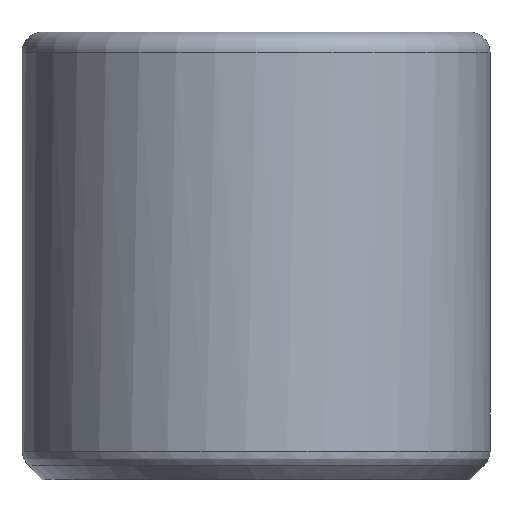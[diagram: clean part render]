
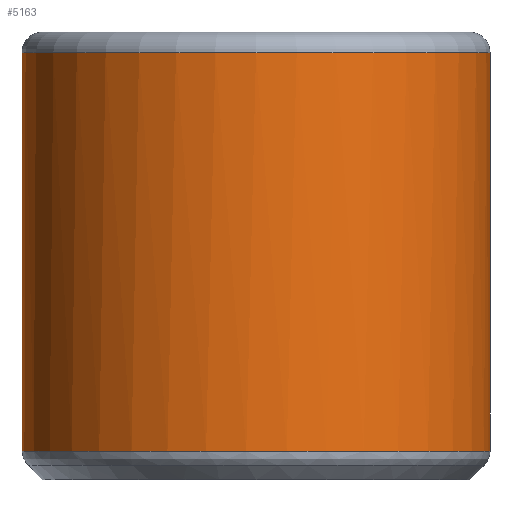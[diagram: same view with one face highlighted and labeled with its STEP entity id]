
A CAD part, front view. The second image highlights one B-rep face of the part: STEP entity #5163.
In plain terms, the highlighted cylindrical face has radius 11.5 mm (diameter 23 mm), a full revolution.
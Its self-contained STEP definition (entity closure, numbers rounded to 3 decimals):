
#4787 = TOROIDAL_SURFACE('',#4788,10.5,1.);
#4788 = AXIS2_PLACEMENT_3D('',#4789,#4790,#4791);
#4789 = CARTESIAN_POINT('',(0.,0.,21.));
#4790 = DIRECTION('',(0.,0.,1.));
#4791 = DIRECTION('',(1.,0.,-0.));
#4883 = ( BOUNDED_SURFACE() B_SPLINE_SURFACE(2,14,(
    (#4884,#4885,#4886,#4887,#4888,#4889,#4890,#4891,#4892,#4893,#4894
      ,#4895,#4896,#4897,#4898)
    ,(#4899,#4900,#4901,#4902,#4903,#4904,#4905,#4906,#4907,#4908,#4909
      ,#4910,#4911,#4912,#4913)
    ,(#4914,#4915,#4916,#4917,#4918,#4919,#4920,#4921,#4922,#4923,#4924
      ,#4925,#4926,#4927,#4928
)),.UNSPECIFIED.,.F.,.T.,.F.) B_SPLINE_SURFACE_WITH_KNOTS((3,3),(15,15),
  (0.,72.257),(0.,72.257),.PIECEWISE_BEZIER_KNOTS.) 
GEOMETRIC_REPRESENTATION_ITEM() RATIONAL_B_SPLINE_SURFACE((
    (1.,1.,1.,1.,1.,1.
      ,1.,1.,1.,1.
      ,1.,1.,1.,1.,1.)
    ,(0.924,0.924,0.924,0.924
      ,0.924,0.924,0.924,0.924
      ,0.924,0.924,0.924,0.924
      ,0.924,0.924,0.924)
    ,(1.,1.,1.,1.,1.,1.
      ,1.,1.,1.,1.
      ,1.,1.,1.,1.,1.
))) REPRESENTATION_ITEM('') SURFACE() );
#4884 = CARTESIAN_POINT('',(11.5,0.,1.414));
#4885 = CARTESIAN_POINT('',(11.5,5.087,1.414
    ));
#4886 = CARTESIAN_POINT('',(9.078,10.281,
    1.414));
#4887 = CARTESIAN_POINT('',(4.062,14.23,1.414)
  );
#4888 = CARTESIAN_POINT('',(-2.779,15.529,
    1.414));
#4889 = CARTESIAN_POINT('',(-9.866,12.959,
    1.414));
#4890 = CARTESIAN_POINT('',(-14.62,7.871,
    1.414));
#4891 = CARTESIAN_POINT('',(-17.627,0.,
    1.414));
#4892 = CARTESIAN_POINT('',(-14.62,-7.871,
    1.414));
#4893 = CARTESIAN_POINT('',(-9.866,-12.959,
    1.414));
#4894 = CARTESIAN_POINT('',(-2.779,-15.529,
    1.414));
#4895 = CARTESIAN_POINT('',(4.062,-14.23,
    1.414));
#4896 = CARTESIAN_POINT('',(9.078,-10.281,
    1.414));
#4897 = CARTESIAN_POINT('',(11.5,-5.087,
    1.414));
#4898 = CARTESIAN_POINT('',(11.5,0.,1.414));
#4899 = CARTESIAN_POINT('',(11.5,0.,1.));
#4900 = CARTESIAN_POINT('',(11.5,5.087,1.));
#4901 = CARTESIAN_POINT('',(9.078,10.281,1.));
#4902 = CARTESIAN_POINT('',(4.062,14.23,
    1.));
#4903 = CARTESIAN_POINT('',(-2.779,15.529,
    1.));
#4904 = CARTESIAN_POINT('',(-9.866,12.959,
    1.));
#4905 = CARTESIAN_POINT('',(-14.62,7.871,
    1.));
#4906 = CARTESIAN_POINT('',(-17.627,0.,
    1.));
#4907 = CARTESIAN_POINT('',(-14.62,-7.871,
    1.));
#4908 = CARTESIAN_POINT('',(-9.866,-12.959,
    1.));
#4909 = CARTESIAN_POINT('',(-2.779,-15.529,
    1.));
#4910 = CARTESIAN_POINT('',(4.062,-14.23,1.));
#4911 = CARTESIAN_POINT('',(9.078,-10.281,1.));
#4912 = CARTESIAN_POINT('',(11.5,-5.087,1.));
#4913 = CARTESIAN_POINT('',(11.5,0.,1.));
#4914 = CARTESIAN_POINT('',(11.207,0.,0.707));
#4915 = CARTESIAN_POINT('',(11.207,4.957,
    0.707));
#4916 = CARTESIAN_POINT('',(8.846,10.019,
    0.707));
#4917 = CARTESIAN_POINT('',(3.958,13.868,
    0.707));
#4918 = CARTESIAN_POINT('',(-2.708,15.133,0.707)
  );
#4919 = CARTESIAN_POINT('',(-9.615,12.629,
    0.707));
#4920 = CARTESIAN_POINT('',(-14.247,7.67,
    0.707));
#4921 = CARTESIAN_POINT('',(-17.178,0.,
    0.707));
#4922 = CARTESIAN_POINT('',(-14.247,-7.67,
    0.707));
#4923 = CARTESIAN_POINT('',(-9.615,-12.629,
    0.707));
#4924 = CARTESIAN_POINT('',(-2.708,-15.133,
    0.707));
#4925 = CARTESIAN_POINT('',(3.958,-13.868,
    0.707));
#4926 = CARTESIAN_POINT('',(8.846,-10.019,
    0.707));
#4927 = CARTESIAN_POINT('',(11.207,-4.957,
    0.707));
#4928 = CARTESIAN_POINT('',(11.207,0.,
    0.707));
#5038 = VERTEX_POINT('',#5039);
#5039 = CARTESIAN_POINT('',(11.5,0.,21.));
#5059 = EDGE_CURVE('',#5038,#5038,#5060,.T.);
#5060 = SURFACE_CURVE('',#5061,(#5066,#5073),.PCURVE_S1.);
#5061 = CIRCLE('',#5062,11.5);
#5062 = AXIS2_PLACEMENT_3D('',#5063,#5064,#5065);
#5063 = CARTESIAN_POINT('',(0.,0.,21.));
#5064 = DIRECTION('',(0.,0.,1.));
#5065 = DIRECTION('',(1.,0.,-0.));
#5066 = PCURVE('',#4787,#5067);
#5067 = DEFINITIONAL_REPRESENTATION('',(#5068),#5072);
#5068 = LINE('',#5069,#5070);
#5069 = CARTESIAN_POINT('',(0.,0.));
#5070 = VECTOR('',#5071,1.);
#5071 = DIRECTION('',(1.,0.));
#5072 = ( GEOMETRIC_REPRESENTATION_CONTEXT(2) 
PARAMETRIC_REPRESENTATION_CONTEXT() REPRESENTATION_CONTEXT('2D SPACE',''
  ) );
#5073 = PCURVE('',#5074,#5079);
#5074 = CYLINDRICAL_SURFACE('',#5075,11.5);
#5075 = AXIS2_PLACEMENT_3D('',#5076,#5077,#5078);
#5076 = CARTESIAN_POINT('',(0.,0.,0.));
#5077 = DIRECTION('',(-0.,-0.,-1.));
#5078 = DIRECTION('',(1.,0.,0.));
#5079 = DEFINITIONAL_REPRESENTATION('',(#5080),#5084);
#5080 = LINE('',#5081,#5082);
#5081 = CARTESIAN_POINT('',(-0.,-21.));
#5082 = VECTOR('',#5083,1.);
#5083 = DIRECTION('',(-1.,0.));
#5084 = ( GEOMETRIC_REPRESENTATION_CONTEXT(2) 
PARAMETRIC_REPRESENTATION_CONTEXT() REPRESENTATION_CONTEXT('2D SPACE',''
  ) );
#5092 = VERTEX_POINT('',#5093);
#5093 = CARTESIAN_POINT('',(11.5,0.,1.414));
#5114 = EDGE_CURVE('',#5092,#5092,#5115,.T.);
#5115 = SURFACE_CURVE('',#5116,(#5132,#5139),.PCURVE_S1.);
#5116 = ( BOUNDED_CURVE() B_SPLINE_CURVE(14,(#5117,#5118,#5119,#5120,
    #5121,#5122,#5123,#5124,#5125,#5126,#5127,#5128,#5129,#5130,#5131),
.UNSPECIFIED.,.T.,.F.) B_SPLINE_CURVE_WITH_KNOTS((15,15),(0.,
72.257),.PIECEWISE_BEZIER_KNOTS.) CURVE() 
GEOMETRIC_REPRESENTATION_ITEM() RATIONAL_B_SPLINE_CURVE((1.,1.,
    1.,1.,1.,1.,
    1.,1.,1.,1.,
    1.,1.,1.,1.,1.)) 
REPRESENTATION_ITEM('') );
#5117 = CARTESIAN_POINT('',(11.5,0.,1.414));
#5118 = CARTESIAN_POINT('',(11.5,5.087,1.414
    ));
#5119 = CARTESIAN_POINT('',(9.078,10.281,
    1.414));
#5120 = CARTESIAN_POINT('',(4.062,14.23,1.414)
  );
#5121 = CARTESIAN_POINT('',(-2.779,15.529,
    1.414));
#5122 = CARTESIAN_POINT('',(-9.866,12.959,
    1.414));
#5123 = CARTESIAN_POINT('',(-14.62,7.871,
    1.414));
#5124 = CARTESIAN_POINT('',(-17.627,0.,
    1.414));
#5125 = CARTESIAN_POINT('',(-14.62,-7.871,
    1.414));
#5126 = CARTESIAN_POINT('',(-9.866,-12.959,
    1.414));
#5127 = CARTESIAN_POINT('',(-2.779,-15.529,
    1.414));
#5128 = CARTESIAN_POINT('',(4.062,-14.23,
    1.414));
#5129 = CARTESIAN_POINT('',(9.078,-10.281,
    1.414));
#5130 = CARTESIAN_POINT('',(11.5,-5.087,
    1.414));
#5131 = CARTESIAN_POINT('',(11.5,0.,1.414));
#5132 = PCURVE('',#4883,#5133);
#5133 = DEFINITIONAL_REPRESENTATION('',(#5134),#5138);
#5134 = LINE('',#5135,#5136);
#5135 = CARTESIAN_POINT('',(0.,0.));
#5136 = VECTOR('',#5137,1.);
#5137 = DIRECTION('',(0.,1.));
#5138 = ( GEOMETRIC_REPRESENTATION_CONTEXT(2) 
PARAMETRIC_REPRESENTATION_CONTEXT() REPRESENTATION_CONTEXT('2D SPACE',''
  ) );
#5139 = PCURVE('',#5074,#5140);
#5140 = DEFINITIONAL_REPRESENTATION('',(#5141),#5162);
#5141 = B_SPLINE_CURVE_WITH_KNOTS('',10,(#5142,#5143,#5144,#5145,#5146,
    #5147,#5148,#5149,#5150,#5151,#5152,#5153,#5154,#5155,#5156,#5157,
    #5158,#5159,#5160,#5161),.UNSPECIFIED.,.F.,.F.,(11,9,11),(0.,
    36.128,72.257),.UNSPECIFIED.);
#5142 = CARTESIAN_POINT('',(0.,-1.414));
#5143 = CARTESIAN_POINT('',(-0.31,-1.414));
#5144 = CARTESIAN_POINT('',(-0.624,-1.414));
#5145 = CARTESIAN_POINT('',(-0.94,-1.414));
#5146 = CARTESIAN_POINT('',(-1.256,-1.414));
#5147 = CARTESIAN_POINT('',(-1.57,-1.414));
#5148 = CARTESIAN_POINT('',(-1.885,-1.414));
#5149 = CARTESIAN_POINT('',(-2.199,-1.414));
#5150 = CARTESIAN_POINT('',(-2.513,-1.414));
#5151 = CARTESIAN_POINT('',(-2.827,-1.414));
#5152 = CARTESIAN_POINT('',(-3.456,-1.414));
#5153 = CARTESIAN_POINT('',(-3.77,-1.414));
#5154 = CARTESIAN_POINT('',(-4.084,-1.414));
#5155 = CARTESIAN_POINT('',(-4.398,-1.414));
#5156 = CARTESIAN_POINT('',(-4.713,-1.414));
#5157 = CARTESIAN_POINT('',(-5.027,-1.414));
#5158 = CARTESIAN_POINT('',(-5.343,-1.414));
#5159 = CARTESIAN_POINT('',(-5.659,-1.414));
#5160 = CARTESIAN_POINT('',(-5.974,-1.414));
#5161 = CARTESIAN_POINT('',(-6.283,-1.414));
#5162 = ( GEOMETRIC_REPRESENTATION_CONTEXT(2) 
PARAMETRIC_REPRESENTATION_CONTEXT() REPRESENTATION_CONTEXT('2D SPACE',''
  ) );
#5163 = ADVANCED_FACE('',(#5164),#5074,.T.);
#5164 = FACE_BOUND('',#5165,.F.);
#5165 = EDGE_LOOP('',(#5166,#5187,#5188,#5189));
#5166 = ORIENTED_EDGE('',*,*,#5167,.T.);
#5167 = EDGE_CURVE('',#5092,#5038,#5168,.T.);
#5168 = SEAM_CURVE('',#5169,(#5173,#5180),.PCURVE_S1.);
#5169 = LINE('',#5170,#5171);
#5170 = CARTESIAN_POINT('',(11.5,0.,0.));
#5171 = VECTOR('',#5172,1.);
#5172 = DIRECTION('',(0.,0.,1.));
#5173 = PCURVE('',#5074,#5174);
#5174 = DEFINITIONAL_REPRESENTATION('',(#5175),#5179);
#5175 = LINE('',#5176,#5177);
#5176 = CARTESIAN_POINT('',(-0.,0.));
#5177 = VECTOR('',#5178,1.);
#5178 = DIRECTION('',(-0.,-1.));
#5179 = ( GEOMETRIC_REPRESENTATION_CONTEXT(2) 
PARAMETRIC_REPRESENTATION_CONTEXT() REPRESENTATION_CONTEXT('2D SPACE',''
  ) );
#5180 = PCURVE('',#5074,#5181);
#5181 = DEFINITIONAL_REPRESENTATION('',(#5182),#5186);
#5182 = LINE('',#5183,#5184);
#5183 = CARTESIAN_POINT('',(-6.283,0.));
#5184 = VECTOR('',#5185,1.);
#5185 = DIRECTION('',(-0.,-1.));
#5186 = ( GEOMETRIC_REPRESENTATION_CONTEXT(2) 
PARAMETRIC_REPRESENTATION_CONTEXT() REPRESENTATION_CONTEXT('2D SPACE',''
  ) );
#5187 = ORIENTED_EDGE('',*,*,#5059,.T.);
#5188 = ORIENTED_EDGE('',*,*,#5167,.F.);
#5189 = ORIENTED_EDGE('',*,*,#5114,.F.);
